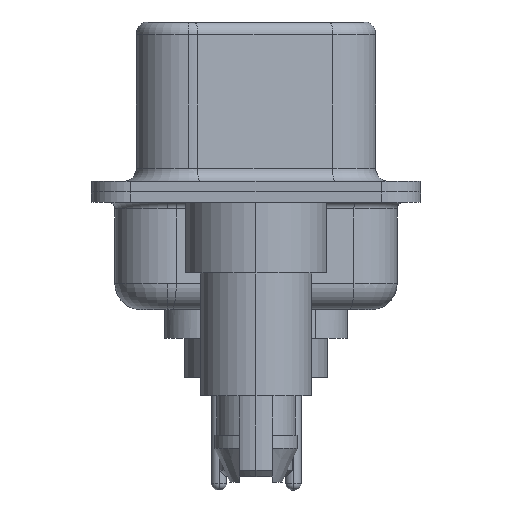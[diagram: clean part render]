
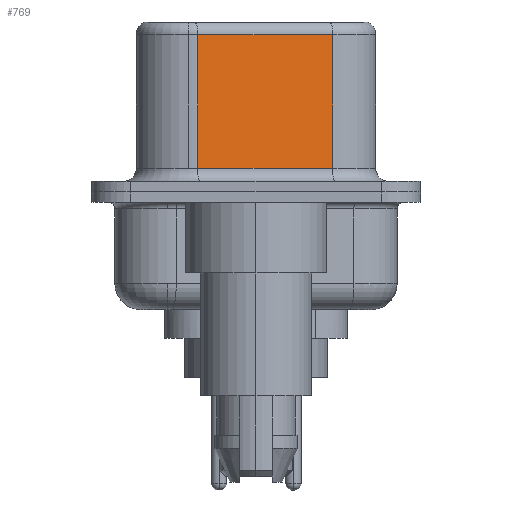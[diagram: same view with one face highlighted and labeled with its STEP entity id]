
A CAD part, left-side view. The second image highlights one B-rep face of the part: STEP entity #769.
In plain terms, the highlighted planar face has unit normal (-0.985, -0.174, 0).
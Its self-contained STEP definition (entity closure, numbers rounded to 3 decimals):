
#512 = CARTESIAN_POINT ( 'NONE',  ( 3.675, 2.233, 6.02 ) ) ;
#520 = VERTEX_POINT ( 'NONE', #11806 ) ;
#584 = VERTEX_POINT ( 'NONE', #14541 ) ;
#769 = ADVANCED_FACE ( 'NONE', ( #18128 ), #19756, .F. ) ;
#1807 = EDGE_CURVE ( 'NONE', #584, #12300, #9514, .T. ) ;
#2157 = CARTESIAN_POINT ( 'NONE',  ( 3.675, 2.233, 6.52 ) ) ;
#2210 = DIRECTION ( 'NONE',  ( -0.174, 0.985, 0. ) ) ;
#2916 = CARTESIAN_POINT ( 'NONE',  ( 4.585, -2.927, 0.9 ) ) ;
#3110 = VECTOR ( 'NONE', #15663, 1000. ) ;
#3690 = LINE ( 'NONE', #2916, #3110 ) ;
#5735 = ORIENTED_EDGE ( 'NONE', *, *, #9879, .T. ) ;
#7631 = DIRECTION ( 'NONE',  ( 0., 0., -1. ) ) ;
#8828 = DIRECTION ( 'NONE',  ( 0., 0., -1. ) ) ;
#9412 = VECTOR ( 'NONE', #8828, 1000. ) ;
#9514 = LINE ( 'NONE', #14368, #18626 ) ;
#9879 = EDGE_CURVE ( 'NONE', #12300, #520, #18776, .T. ) ;
#9988 = LINE ( 'NONE', #19709, #9412 ) ;
#11339 = ORIENTED_EDGE ( 'NONE', *, *, #1807, .T. ) ;
#11806 = CARTESIAN_POINT ( 'NONE',  ( 3.675, 2.233, 0.9 ) ) ;
#12300 = VERTEX_POINT ( 'NONE', #512 ) ;
#13775 = CARTESIAN_POINT ( 'NONE',  ( 4.585, -2.927, 0.9 ) ) ;
#13888 = CARTESIAN_POINT ( 'NONE',  ( 4.585, -2.927, 6.52 ) ) ;
#13976 = VECTOR ( 'NONE', #7631, 1000. ) ;
#14368 = CARTESIAN_POINT ( 'NONE',  ( 4.585, -2.927, 6.02 ) ) ;
#14541 = CARTESIAN_POINT ( 'NONE',  ( 4.585, -2.927, 6.02 ) ) ;
#15663 = DIRECTION ( 'NONE',  ( 0.174, -0.985, 0. ) ) ;
#17140 = DIRECTION ( 'NONE',  ( -0.174, 0.985, 0. ) ) ;
#17417 = EDGE_LOOP ( 'NONE', ( #22746, #11339, #5735, #20925 ) ) ;
#18128 = FACE_OUTER_BOUND ( 'NONE', #17417, .T. ) ;
#18456 = EDGE_CURVE ( 'NONE', #584, #22140, #9988, .T. ) ;
#18626 = VECTOR ( 'NONE', #17140, 1000. ) ;
#18710 = DIRECTION ( 'NONE',  ( 0.985, 0.174, 0. ) ) ;
#18776 = LINE ( 'NONE', #2157, #13976 ) ;
#19709 = CARTESIAN_POINT ( 'NONE',  ( 4.585, -2.927, 6.52 ) ) ;
#19756 = PLANE ( 'NONE',  #22299 ) ;
#20851 = EDGE_CURVE ( 'NONE', #520, #22140, #3690, .T. ) ;
#20925 = ORIENTED_EDGE ( 'NONE', *, *, #20851, .T. ) ;
#22140 = VERTEX_POINT ( 'NONE', #13775 ) ;
#22299 = AXIS2_PLACEMENT_3D ( 'NONE', #13888, #18710, #2210 ) ;
#22746 = ORIENTED_EDGE ( 'NONE', *, *, #18456, .F. ) ;
